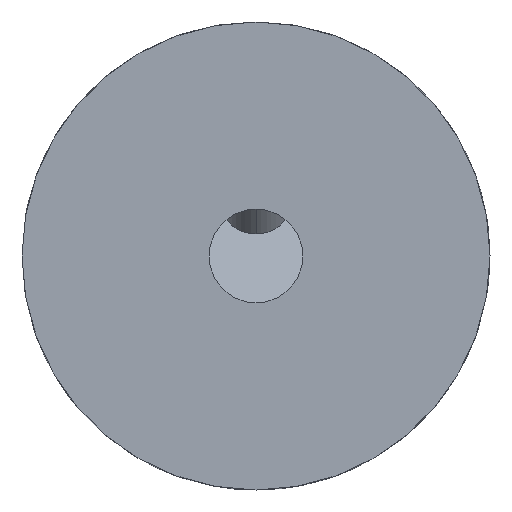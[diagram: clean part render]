
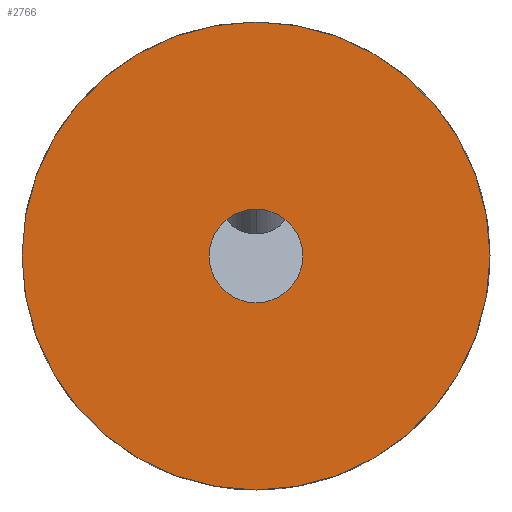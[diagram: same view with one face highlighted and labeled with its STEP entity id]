
A CAD part, front view. The second image highlights one B-rep face of the part: STEP entity #2766.
In plain terms, the highlighted planar face has unit normal (0, -1, 0).
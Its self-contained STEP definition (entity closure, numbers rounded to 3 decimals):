
#41 = DIRECTION ( 'NONE',  ( 0., 0., -1. ) ) ;
#210 = DIRECTION ( 'NONE',  ( 0., 1., 0. ) ) ;
#223 = CARTESIAN_POINT ( 'NONE',  ( 1.032, -14.137, 32.5 ) ) ;
#271 = AXIS2_PLACEMENT_3D ( 'NONE', #2835, #816, #516 ) ;
#317 = CARTESIAN_POINT ( 'NONE',  ( 1.032, -14.137, 42.5 ) ) ;
#341 = FACE_BOUND ( 'NONE', #815, .T. ) ;
#370 = EDGE_CURVE ( 'NONE', #2066, #1551, #1789, .T. ) ;
#384 = ORIENTED_EDGE ( 'NONE', *, *, #606, .F. ) ;
#428 = AXIS2_PLACEMENT_3D ( 'NONE', #703, #1336, #41 ) ;
#516 = DIRECTION ( 'NONE',  ( 0., 0., 1. ) ) ;
#539 = CARTESIAN_POINT ( 'NONE',  ( 1.032, -14.137, 17.5 ) ) ;
#606 = EDGE_CURVE ( 'NONE', #2318, #2326, #2723, .T. ) ;
#703 = CARTESIAN_POINT ( 'NONE',  ( 1.032, -14.137, 30. ) ) ;
#745 = AXIS2_PLACEMENT_3D ( 'NONE', #2358, #2537, #1462 ) ;
#815 = EDGE_LOOP ( 'NONE', ( #1593, #384 ) ) ;
#816 = DIRECTION ( 'NONE',  ( 0., 1., 0. ) ) ;
#853 = CARTESIAN_POINT ( 'NONE',  ( 1.032, -14.137, 30. ) ) ;
#896 = CARTESIAN_POINT ( 'NONE',  ( 1.032, -14.137, 30. ) ) ;
#934 = ORIENTED_EDGE ( 'NONE', *, *, #2729, .F. ) ;
#976 = EDGE_LOOP ( 'NONE', ( #1743, #934 ) ) ;
#1030 = DIRECTION ( 'NONE',  ( 0., 0., -1. ) ) ;
#1086 = CIRCLE ( 'NONE', #428, 2.5 ) ;
#1107 = CARTESIAN_POINT ( 'NONE',  ( 1.032, -14.137, 27.5 ) ) ;
#1116 = CIRCLE ( 'NONE', #745, 12.5 ) ;
#1336 = DIRECTION ( 'NONE',  ( 0., -1., 0. ) ) ;
#1422 = EDGE_CURVE ( 'NONE', #2326, #2318, #1086, .T. ) ;
#1433 = PLANE ( 'NONE',  #271 ) ;
#1462 = DIRECTION ( 'NONE',  ( 0., 0., 1. ) ) ;
#1485 = DIRECTION ( 'NONE',  ( 0., -1., 0. ) ) ;
#1551 = VERTEX_POINT ( 'NONE', #317 ) ;
#1593 = ORIENTED_EDGE ( 'NONE', *, *, #1422, .F. ) ;
#1743 = ORIENTED_EDGE ( 'NONE', *, *, #370, .F. ) ;
#1789 = CIRCLE ( 'NONE', #2541, 12.5 ) ;
#2066 = VERTEX_POINT ( 'NONE', #539 ) ;
#2152 = FACE_OUTER_BOUND ( 'NONE', #976, .T. ) ;
#2244 = DIRECTION ( 'NONE',  ( 0., 0., 1. ) ) ;
#2318 = VERTEX_POINT ( 'NONE', #223 ) ;
#2326 = VERTEX_POINT ( 'NONE', #1107 ) ;
#2358 = CARTESIAN_POINT ( 'NONE',  ( 1.032, -14.137, 30. ) ) ;
#2537 = DIRECTION ( 'NONE',  ( 0., 1., 0. ) ) ;
#2541 = AXIS2_PLACEMENT_3D ( 'NONE', #896, #210, #2244 ) ;
#2723 = CIRCLE ( 'NONE', #2864, 2.5 ) ;
#2729 = EDGE_CURVE ( 'NONE', #1551, #2066, #1116, .T. ) ;
#2766 = ADVANCED_FACE ( 'NONE', ( #341, #2152 ), #1433, .F. ) ;
#2835 = CARTESIAN_POINT ( 'NONE',  ( 1.032, -14.137, 30. ) ) ;
#2864 = AXIS2_PLACEMENT_3D ( 'NONE', #853, #1485, #1030 ) ;
